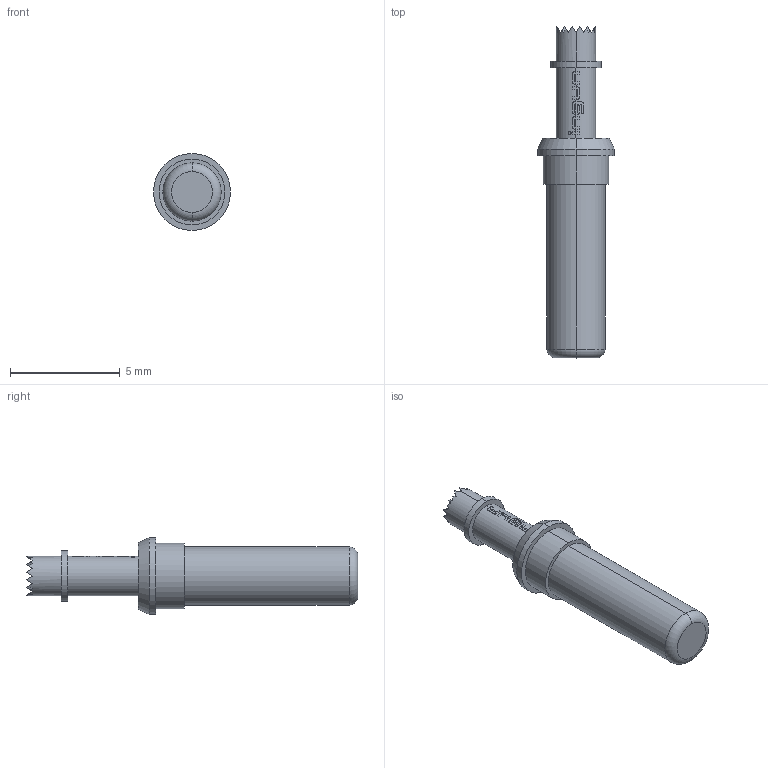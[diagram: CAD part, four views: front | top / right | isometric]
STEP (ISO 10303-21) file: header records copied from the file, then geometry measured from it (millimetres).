
FILE_DESCRIPTION (( 'STEP AP203' ), '1' );
FILE_NAME ('INGUN_GKS-913_306_180_A_xx02_Z.STEP', '2021-09-20T09:00:00', ( 'ochi' ), ( '' ), 'SwSTEP 2.0', 'SolidWorks 2018', '' );
FILE_SCHEMA (( 'CONFIG_CONTROL_DESIGN' ));
Length unit declared in the file: millimetre
Products named in the file (1): INGUN_GKS-913_306_180_A_xx02_Z
Bounding box: 3.5 x 15.1 x 3.5 mm (x, y, z)
Volume: 72.5 mm3; surface area: 136.4 mm2
Topology: 1 solids, 1 shells, 215 faces, 486 edges, 279 vertices
Faces by surface type: plane 123, bspline 57, cylinder 31, torus 2, cone 2
Entity records: 7078 total; most frequent: CARTESIAN_POINT 3013, ORIENTED_EDGE 972, DIRECTION 562, EDGE_CURVE 486, VERTEX_POINT 279, B_SPLINE_CURVE_WITH_KNOTS 222, EDGE_LOOP 221, ADVANCED_FACE 215
